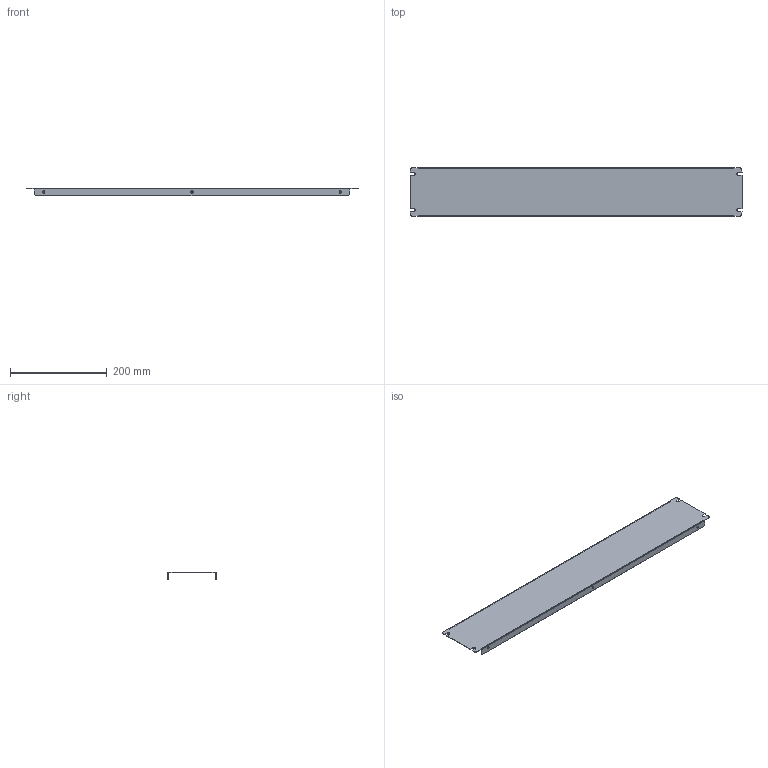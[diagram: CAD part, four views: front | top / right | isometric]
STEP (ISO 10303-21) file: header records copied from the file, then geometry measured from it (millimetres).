
FILE_DESCRIPTION (( 'STEP AP203' ), '1' );
FILE_NAME ('YKM40D-FO-PVS-010-080 ÀÃÈÅ 275.00.003 Ôàëüø ïàíåëü âíóòðåííÿÿ ãëóõàÿ 100õ800 FORMAT IEK.STEP', '2020-12-14T13:37:20', ( '' ), ( '' ), 'SwSTEP 2.0', 'SolidWorks 2017', '' );
FILE_SCHEMA (( 'CONFIG_CONTROL_DESIGN' ));
Length unit declared in the file: millimetre
Products named in the file (1): YKM40D-FO-PVS-010-080  ÀÃÈÅ 275.00.003 Ôàëüø ïàíåëü âíóòðåííÿÿ ãëóõàÿ 100õ800 FORMAT IEK
Bounding box: 686.5 x 99.6 x 15 mm (x, y, z)
Volume: 69321.5 mm3; surface area: 172998.5 mm2
Topology: 1 solids, 1 shells, 56 faces, 161 edges, 107 vertices
Faces by surface type: plane 38, cylinder 18
Full cylindrical faces by diameter (mm): 4.2 x6
Entity records: 1877 total; most frequent: CARTESIAN_POINT 313, ORIENTED_EDGE 304, DIRECTION 302, EDGE_CURVE 152, VECTOR 116, LINE 116, VERTEX_POINT 104, AXIS2_PLACEMENT_3D 93
